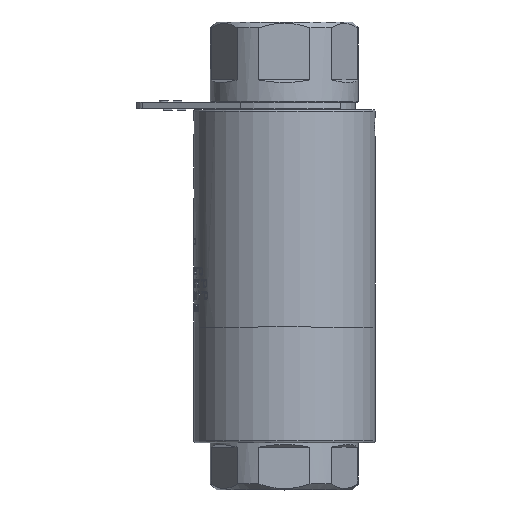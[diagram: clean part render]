
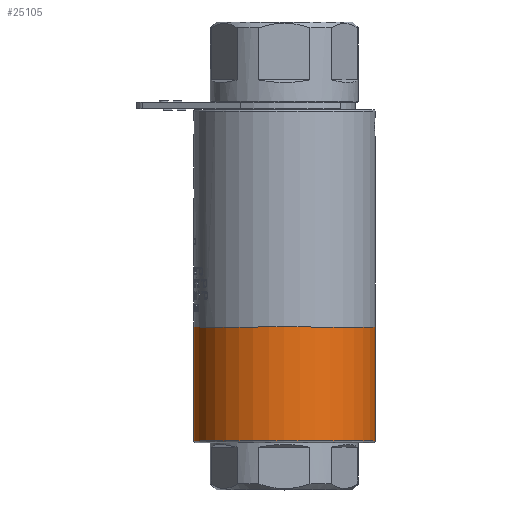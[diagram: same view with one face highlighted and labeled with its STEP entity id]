
A CAD part, top view. The second image highlights one B-rep face of the part: STEP entity #25105.
In plain terms, the highlighted cylindrical face has radius 24.905 mm (diameter 49.809 mm), a full revolution.
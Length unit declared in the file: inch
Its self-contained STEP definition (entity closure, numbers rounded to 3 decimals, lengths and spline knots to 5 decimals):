
#2570=LINE('',#36568,#4607);
#4607=VECTOR('',#28908,0.9805);
#6431=CYLINDRICAL_SURFACE('',#26763,0.9805);
#6577=FACE_OUTER_BOUND('',#8001,.T.);
#8001=EDGE_LOOP('',(#17171,#17172,#17173,#17174,#17175,#17176));
#9444=CIRCLE('',#26549,0.9805);
#9657=CIRCLE('',#26764,0.9805);
#9658=CIRCLE('',#26765,0.9805);
#9659=CIRCLE('',#26766,0.9805);
#10168=VERTEX_POINT('',#33823);
#10836=VERTEX_POINT('',#36567);
#10837=VERTEX_POINT('',#36569);
#10838=VERTEX_POINT('',#36571);
#12683=EDGE_CURVE('',#10168,#10168,#9444,.T.);
#13353=EDGE_CURVE('',#10168,#10836,#2570,.T.);
#13354=EDGE_CURVE('',#10837,#10836,#9657,.T.);
#13355=EDGE_CURVE('',#10838,#10837,#9658,.T.);
#13356=EDGE_CURVE('',#10836,#10838,#9659,.T.);
#17171=ORIENTED_EDGE('',*,*,#12683,.F.);
#17172=ORIENTED_EDGE('',*,*,#13353,.T.);
#17173=ORIENTED_EDGE('',*,*,#13354,.F.);
#17174=ORIENTED_EDGE('',*,*,#13355,.F.);
#17175=ORIENTED_EDGE('',*,*,#13356,.F.);
#17176=ORIENTED_EDGE('',*,*,#13353,.F.);
#25105=ADVANCED_FACE('',(#6577),#6431,.T.);
#26549=AXIS2_PLACEMENT_3D('',#33825,#28291,#28292);
#26763=AXIS2_PLACEMENT_3D('',#36566,#28906,#28907);
#26764=AXIS2_PLACEMENT_3D('',#36570,#28909,#28910);
#26765=AXIS2_PLACEMENT_3D('',#36572,#28911,#28912);
#26766=AXIS2_PLACEMENT_3D('',#36573,#28913,#28914);
#28291=DIRECTION('center_axis',(0.,1.,0.));
#28292=DIRECTION('ref_axis',(0.,0.,
-1.));
#28906=DIRECTION('center_axis',(0.,1.,0.));
#28907=DIRECTION('ref_axis',(0.,0.,
-1.));
#28908=DIRECTION('',(0.,-1.,0.));
#28909=DIRECTION('center_axis',(0.,-1.,0.));
#28910=DIRECTION('ref_axis',(0.,0.,
1.));
#28911=DIRECTION('center_axis',(0.,-1.,0.));
#28912=DIRECTION('ref_axis',(0.,0.,
1.));
#28913=DIRECTION('center_axis',(0.,-1.,0.));
#28914=DIRECTION('ref_axis',(0.,0.,
1.));
#33823=CARTESIAN_POINT('',(0.,0.6497,0.9805));
#33825=CARTESIAN_POINT('Origin',(0.,0.6497,
0.));
#36566=CARTESIAN_POINT('Origin',(0.,1.1997,
0.));
#36567=CARTESIAN_POINT('',(0.,-0.5803,0.9805));
#36568=CARTESIAN_POINT('',(0.,1.1997,0.9805));
#36569=CARTESIAN_POINT('',(0.9805,-0.5803,0.));
#36570=CARTESIAN_POINT('Origin',(0.,-0.5803,
0.));
#36571=CARTESIAN_POINT('',(0.,-0.5803,-0.9805));
#36572=CARTESIAN_POINT('Origin',(0.,-0.5803,
0.));
#36573=CARTESIAN_POINT('Origin',(0.,-0.5803,
0.));
